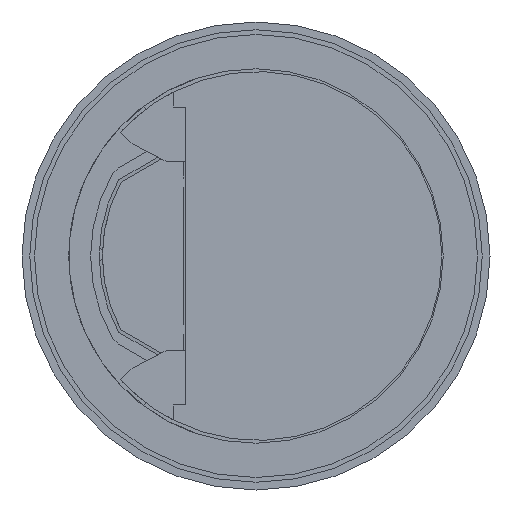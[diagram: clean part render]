
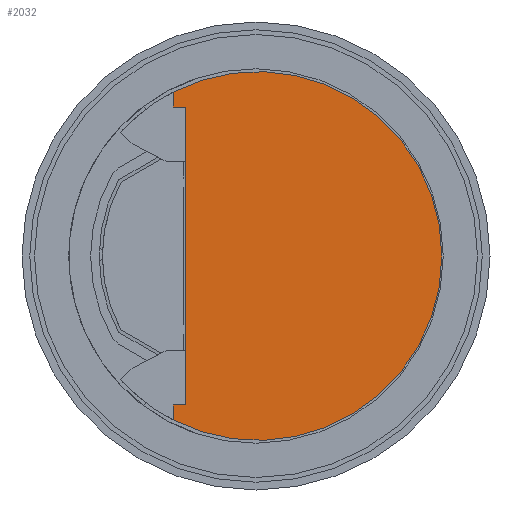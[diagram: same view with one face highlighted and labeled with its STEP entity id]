
A CAD part, front view. The second image highlights one B-rep face of the part: STEP entity #2032.
In plain terms, the highlighted planar face has unit normal (0, -1, 0).
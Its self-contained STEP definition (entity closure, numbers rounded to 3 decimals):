
#546=CARTESIAN_POINT('',(0.,-47.,0.));
#547=DIRECTION('',(0.,-1.,0.));
#548=DIRECTION('',(-0.458,0.,-0.889));
#549=AXIS2_PLACEMENT_3D('',#546,#547,#548);
#806=DIRECTION('',(-1.,0.,0.));
#807=VECTOR('',#806,4.);
#808=CARTESIAN_POINT('',(-23.05,-47.,47.746));
#809=LINE('',#808,#807);
#810=DIRECTION('',(0.,0.,1.));
#811=VECTOR('',#810,4.8);
#812=CARTESIAN_POINT('',(-27.05,-47.,47.746));
#813=LINE('',#812,#811);
#814=DIRECTION('',(0.,0.,1.));
#815=VECTOR('',#814,4.8);
#816=CARTESIAN_POINT('',(-27.05,-47.,-52.546));
#817=LINE('',#816,#815);
#818=DIRECTION('',(1.,0.,0.));
#819=VECTOR('',#818,4.);
#820=CARTESIAN_POINT('',(-27.05,-47.,-47.746));
#821=LINE('',#820,#819);
#822=DIRECTION('',(0.,0.,1.));
#823=VECTOR('',#822,95.492);
#824=CARTESIAN_POINT('',(-23.05,-47.,-47.746));
#825=LINE('',#824,#823);
#1100=CARTESIAN_POINT('',(-23.05,-47.,-47.746));
#1101=CARTESIAN_POINT('',(-23.05,-47.,47.746));
#1102=VERTEX_POINT('',#1100);
#1103=VERTEX_POINT('',#1101);
#1108=CARTESIAN_POINT('',(-27.05,-47.,47.746));
#1109=VERTEX_POINT('',#1108);
#1110=CARTESIAN_POINT('',(-27.05,-47.,52.546));
#1111=VERTEX_POINT('',#1110);
#1112=CARTESIAN_POINT('',(-27.05,-47.,-52.546));
#1113=CARTESIAN_POINT('',(-27.05,-47.,-47.746));
#1114=VERTEX_POINT('',#1112);
#1115=VERTEX_POINT('',#1113);
#2017=CARTESIAN_POINT('',(0.,-47.,0.));
#2018=DIRECTION('',(0.,1.,0.));
#2019=DIRECTION('',(0.,0.,-1.));
#2020=AXIS2_PLACEMENT_3D('',#2017,#2018,#2019);
#2021=PLANE('',#2020);
#2023=ORIENTED_EDGE('',*,*,#2022,.T.);
#2025=ORIENTED_EDGE('',*,*,#2024,.T.);
#2026=ORIENTED_EDGE('',*,*,#1689,.F.);
#2027=ORIENTED_EDGE('',*,*,#1424,.T.);
#2028=ORIENTED_EDGE('',*,*,#1999,.T.);
#2029=ORIENTED_EDGE('',*,*,#1538,.T.);
#2030=EDGE_LOOP('',(#2023,#2025,#2026,#2027,#2028,#2029));
#2031=FACE_OUTER_BOUND('',#2030,.F.);
#550=CIRCLE('',#549,59.1);
#1424=EDGE_CURVE('',#1114,#1115,#817,.T.);
#1538=EDGE_CURVE('',#1102,#1103,#825,.T.);
#1689=EDGE_CURVE('',#1114,#1111,#550,.T.);
#1999=EDGE_CURVE('',#1115,#1102,#821,.T.);
#2022=EDGE_CURVE('',#1103,#1109,#809,.T.);
#2024=EDGE_CURVE('',#1109,#1111,#813,.T.);
#2032=ADVANCED_FACE('',(#2031),#2021,.F.);
